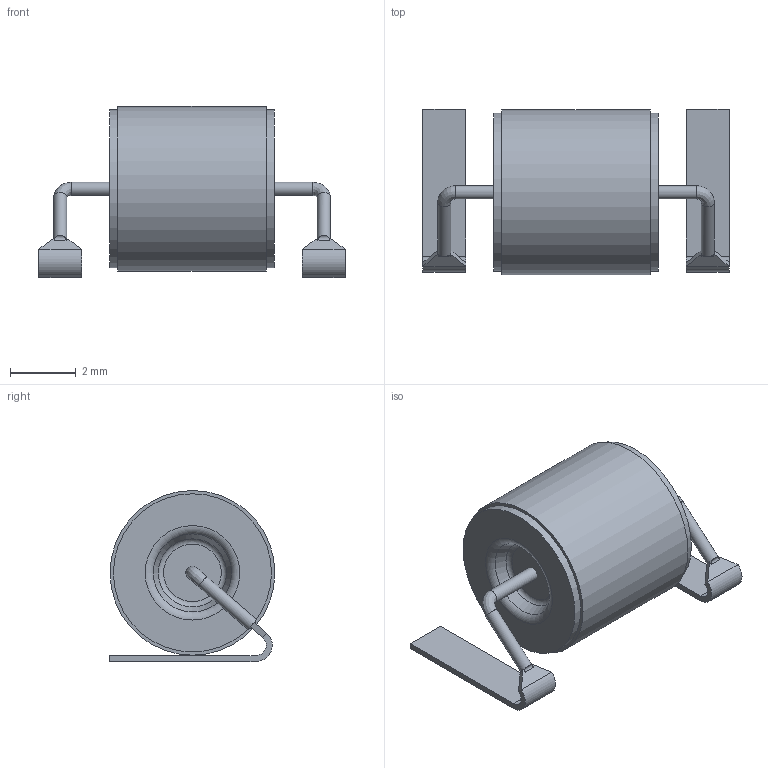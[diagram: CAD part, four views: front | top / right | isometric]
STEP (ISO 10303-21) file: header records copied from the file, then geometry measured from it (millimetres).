
FILE_DESCRIPTION(/* description */ ('','CAx-IF Rec.Pracs.---Representation and Presentation of Product Manufacturing Information (PMI)---4.0---2014-10-13'),/* implementation_level */ '2;1');
FILE_NAME(/* name */ 'CG590LSTR.step',/* time_stamp */ '2025-03-19T11:59:37+02:00',/* author */ (''),/* organization */ (''),/* preprocessor_version */ 'ST-DEVELOPER v20',/* originating_system */ 'Autodesk Translation Framework v13.20.0.188',/* authorisation */ '');
FILE_SCHEMA (('AP242_MANAGED_MODEL_BASED_3D_ENGINEERING_MIM_LF { 1 0 10303 442 1 1 4 }'));
Length unit declared in the file: millimetre
Products named in the file (1): CG590LSTR
Bounding box: 9.3 x 5.03 x 5.19 mm (x, y, z)
Volume: 97.1 mm3; surface area: 308 mm2
Topology: 3 solids, 3 shells, 58 faces, 144 edges, 94 vertices
Faces by surface type: plane 32, cylinder 18, torus 4, cone 2, bspline 2
Full cylindrical faces by diameter (mm): 0.4 x3, 4.8 x2, 5 x1
Entity records: 2069 total; most frequent: CARTESIAN_POINT 637, ORIENTED_EDGE 288, DIRECTION 282, EDGE_CURVE 144, AXIS2_PLACEMENT_3D 99, VERTEX_POINT 94, LINE 84, VECTOR 84
